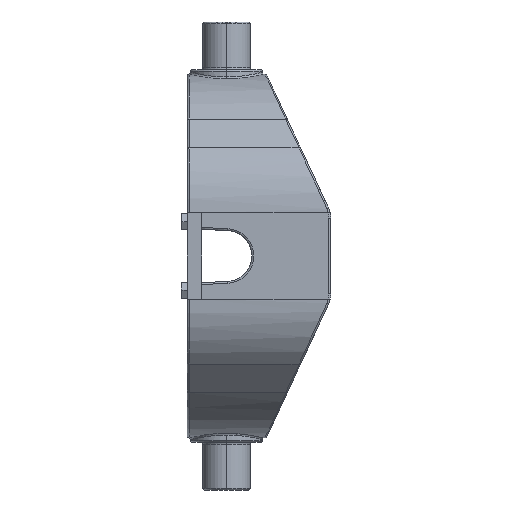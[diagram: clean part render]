
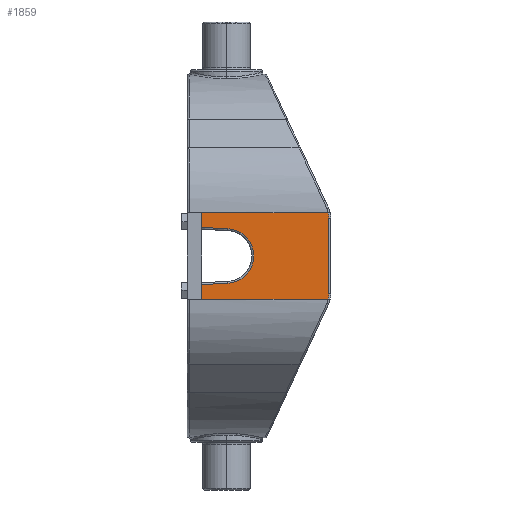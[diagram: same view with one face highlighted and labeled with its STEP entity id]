
A CAD part, left-side view. The second image highlights one B-rep face of the part: STEP entity #1859.
In plain terms, the highlighted planar face has unit normal (-1, 0, 0).
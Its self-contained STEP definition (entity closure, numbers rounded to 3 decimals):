
#203 = DIRECTION ( 'NONE',  ( 0., 0., 1. ) ) ;
#502 = DIRECTION ( 'NONE',  ( 0., 0., 1. ) ) ;
#578 = PLANE ( 'NONE',  #7005 ) ;
#707 = LINE ( 'NONE', #5274, #4610 ) ;
#948 = FACE_OUTER_BOUND ( 'NONE', #7437, .T. ) ;
#1201 = ORIENTED_EDGE ( 'NONE', *, *, #2560, .T. ) ;
#1317 = ORIENTED_EDGE ( 'NONE', *, *, #4587, .F. ) ;
#1411 = CARTESIAN_POINT ( 'NONE',  ( -171.5, -109., -45. ) ) ;
#1472 = EDGE_CURVE ( 'NONE', #3999, #3040, #4729, .T. ) ;
#1603 = EDGE_CURVE ( 'NONE', #5520, #4510, #6561, .T. ) ;
#1706 = CARTESIAN_POINT ( 'NONE',  ( -171.5, -1.492, 28.461 ) ) ;
#1735 = EDGE_CURVE ( 'NONE', #2904, #9309, #7670, .T. ) ;
#1859 = ADVANCED_FACE ( 'NONE', ( #948 ), #578, .T. ) ;
#1948 = ORIENTED_EDGE ( 'NONE', *, *, #1735, .T. ) ;
#2093 = CARTESIAN_POINT ( 'NONE',  ( -171.5, 26., 45. ) ) ;
#2142 = CARTESIAN_POINT ( 'NONE',  ( -171.5, -106.322, 45. ) ) ;
#2155 = LINE ( 'NONE', #1706, #6281 ) ;
#2268 = EDGE_CURVE ( 'NONE', #7825, #3040, #8866, .T. ) ;
#2560 = EDGE_CURVE ( 'NONE', #8788, #2904, #5187, .T. ) ;
#2657 = VECTOR ( 'NONE', #6070, 1000. ) ;
#2666 = VECTOR ( 'NONE', #5559, 1000. ) ;
#2789 = DIRECTION ( 'NONE',  ( 0., 0., 1. ) ) ;
#2841 = ORIENTED_EDGE ( 'NONE', *, *, #6613, .T. ) ;
#2886 = VECTOR ( 'NONE', #7458, 1000. ) ;
#2904 = VERTEX_POINT ( 'NONE', #2142 ) ;
#2979 = VECTOR ( 'NONE', #5288, 1000. ) ;
#3040 = VERTEX_POINT ( 'NONE', #9344 ) ;
#3404 = ORIENTED_EDGE ( 'NONE', *, *, #1472, .T. ) ;
#3605 = EDGE_CURVE ( 'NONE', #5292, #6637, #2155, .T. ) ;
#3691 = CARTESIAN_POINT ( 'NONE',  ( -171.5, -1.492, -28.461 ) ) ;
#3814 = ORIENTED_EDGE ( 'NONE', *, *, #2268, .F. ) ;
#3999 = VERTEX_POINT ( 'NONE', #3691 ) ;
#4149 = ORIENTED_EDGE ( 'NONE', *, *, #7585, .F. ) ;
#4393 = CARTESIAN_POINT ( 'NONE',  ( -171.5, -107., -39.458 ) ) ;
#4449 = DIRECTION ( 'NONE',  ( 0., 0., 1. ) ) ;
#4510 = VERTEX_POINT ( 'NONE', #4393 ) ;
#4587 = EDGE_CURVE ( 'NONE', #5520, #7825, #8949, .T. ) ;
#4610 = VECTOR ( 'NONE', #6062, 1000. ) ;
#4729 = LINE ( 'NONE', #6466, #2666 ) ;
#4866 = DIRECTION ( 'NONE',  ( -1., 0., 0. ) ) ;
#4949 = LINE ( 'NONE', #9763, #2886 ) ;
#5144 = DIRECTION ( 'NONE',  ( 1., 0., 0. ) ) ;
#5187 = CIRCLE ( 'NONE', #6609, 23. ) ;
#5274 = CARTESIAN_POINT ( 'NONE',  ( -171.5, -107., 39.458 ) ) ;
#5288 = DIRECTION ( 'NONE',  ( 0., 1., 0. ) ) ;
#5292 = VERTEX_POINT ( 'NONE', #8945 ) ;
#5375 = CARTESIAN_POINT ( 'NONE',  ( -171.5, -109., 45. ) ) ;
#5520 = VERTEX_POINT ( 'NONE', #6352 ) ;
#5559 = DIRECTION ( 'NONE',  ( 0., 0.999, -0.052 ) ) ;
#5575 = DIRECTION ( 'NONE',  ( 0., -0.999, -0.052 ) ) ;
#5651 = AXIS2_PLACEMENT_3D ( 'NONE', #9820, #5144, #502 ) ;
#6024 = CARTESIAN_POINT ( 'NONE',  ( -171.5, -109., -45. ) ) ;
#6062 = DIRECTION ( 'NONE',  ( 0., 0., 1. ) ) ;
#6070 = DIRECTION ( 'NONE',  ( 0., 0., 1. ) ) ;
#6159 = DIRECTION ( 'NONE',  ( 0., 1., 0. ) ) ;
#6182 = ORIENTED_EDGE ( 'NONE', *, *, #3605, .T. ) ;
#6281 = VECTOR ( 'NONE', #5575, 1000. ) ;
#6352 = CARTESIAN_POINT ( 'NONE',  ( -171.5, -106.322, -45. ) ) ;
#6448 = CIRCLE ( 'NONE', #5651, 28.5 ) ;
#6466 = CARTESIAN_POINT ( 'NONE',  ( -171.5, 28.895, -30.053 ) ) ;
#6561 = CIRCLE ( 'NONE', #8246, 23. ) ;
#6609 = AXIS2_PLACEMENT_3D ( 'NONE', #9532, #4866, #203 ) ;
#6613 = EDGE_CURVE ( 'NONE', #4510, #8788, #707, .T. ) ;
#6637 = VERTEX_POINT ( 'NONE', #7641 ) ;
#6670 = DIRECTION ( 'NONE',  ( -1., 0., 0. ) ) ;
#7005 = AXIS2_PLACEMENT_3D ( 'NONE', #6024, #9899, #4449 ) ;
#7437 = EDGE_LOOP ( 'NONE', ( #3814, #1317, #8428, #2841, #1201, #1948, #4149, #6182, #9773, #3404 ) ) ;
#7455 = CARTESIAN_POINT ( 'NONE',  ( -171.5, -84., -39.458 ) ) ;
#7458 = DIRECTION ( 'NONE',  ( 0., 0., 1. ) ) ;
#7585 = EDGE_CURVE ( 'NONE', #5292, #9309, #4949, .T. ) ;
#7641 = CARTESIAN_POINT ( 'NONE',  ( -171.5, -1.492, 28.461 ) ) ;
#7670 = LINE ( 'NONE', #5375, #9717 ) ;
#7825 = VERTEX_POINT ( 'NONE', #8650 ) ;
#8132 = EDGE_CURVE ( 'NONE', #6637, #3999, #6448, .T. ) ;
#8246 = AXIS2_PLACEMENT_3D ( 'NONE', #7455, #6670, #2789 ) ;
#8428 = ORIENTED_EDGE ( 'NONE', *, *, #1603, .T. ) ;
#8650 = CARTESIAN_POINT ( 'NONE',  ( -171.5, 26., -45. ) ) ;
#8788 = VERTEX_POINT ( 'NONE', #9065 ) ;
#8866 = LINE ( 'NONE', #9945, #2657 ) ;
#8945 = CARTESIAN_POINT ( 'NONE',  ( -171.5, 26., 29.902 ) ) ;
#8949 = LINE ( 'NONE', #1411, #2979 ) ;
#9065 = CARTESIAN_POINT ( 'NONE',  ( -171.5, -107., 39.458 ) ) ;
#9309 = VERTEX_POINT ( 'NONE', #2093 ) ;
#9344 = CARTESIAN_POINT ( 'NONE',  ( -171.5, 26., -29.902 ) ) ;
#9532 = CARTESIAN_POINT ( 'NONE',  ( -171.5, -84., 39.458 ) ) ;
#9717 = VECTOR ( 'NONE', #6159, 1000. ) ;
#9763 = CARTESIAN_POINT ( 'NONE',  ( -171.5, 26., -45. ) ) ;
#9773 = ORIENTED_EDGE ( 'NONE', *, *, #8132, .T. ) ;
#9820 = CARTESIAN_POINT ( 'NONE',  ( -171.5, 0., 0. ) ) ;
#9899 = DIRECTION ( 'NONE',  ( -1., 0., 0. ) ) ;
#9945 = CARTESIAN_POINT ( 'NONE',  ( -171.5, 26., -45. ) ) ;
